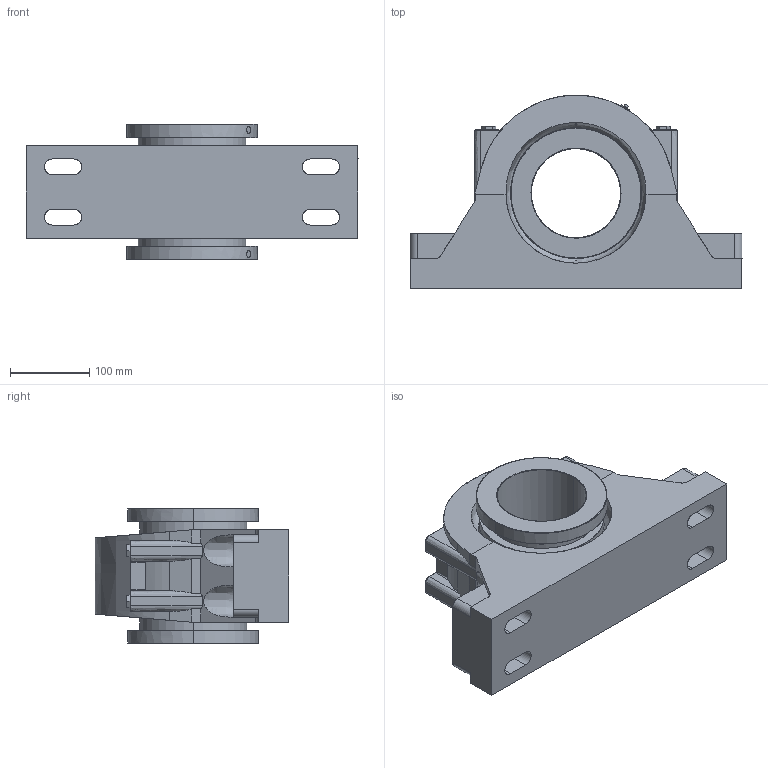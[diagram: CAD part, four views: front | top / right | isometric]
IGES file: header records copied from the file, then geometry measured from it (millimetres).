
Start section: SolidWorks IGES file using analytic representation for surfaces
Global section: file name: RPDEFAU08131611547055.igs; native system: SolidWorks 2009; preprocessor: SolidWorks 2009; author: partstream; date: 090813.161203; units: millimetre
Bounding box: 419.1 x 244.35 x 171.45 mm (x, y, z)
Surface area: 441471.2 mm2 (no closed solid volume)
Topology: 0 solids, 0 shells, 216 faces, 3555 edges, 3562 vertices
Faces by surface type: bspline 153, revolution 63
